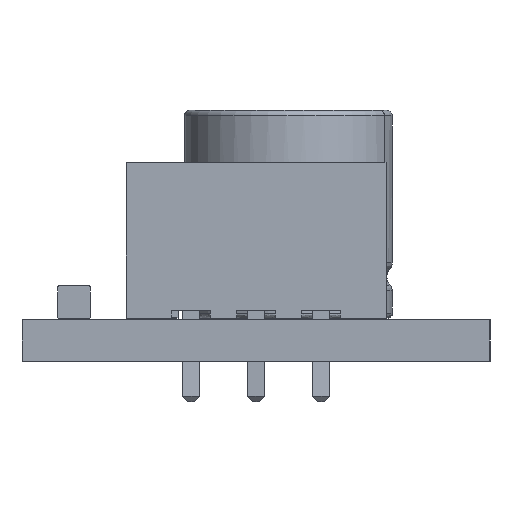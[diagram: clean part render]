
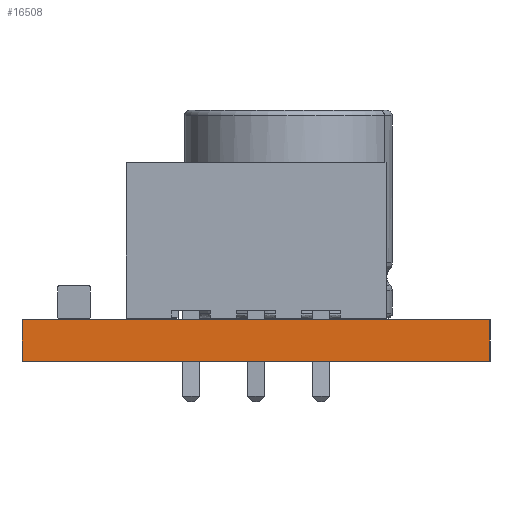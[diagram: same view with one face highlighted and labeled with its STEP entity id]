
A CAD part, left-side view. The second image highlights one B-rep face of the part: STEP entity #16508.
In plain terms, the highlighted planar face has unit normal (-1, 0, 0).
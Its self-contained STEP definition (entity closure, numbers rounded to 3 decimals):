
#16392 = EDGE_CURVE('',#16393,#16395,#16397,.T.);
#16393 = VERTEX_POINT('',#16394);
#16394 = CARTESIAN_POINT('',(39.,-27.,0.));
#16395 = VERTEX_POINT('',#16396);
#16396 = CARTESIAN_POINT('',(39.,-27.,1.6));
#16397 = SURFACE_CURVE('',#16398,(#16402,#16414),.PCURVE_S1.);
#16398 = LINE('',#16399,#16400);
#16399 = CARTESIAN_POINT('',(39.,-27.,0.));
#16400 = VECTOR('',#16401,1.);
#16401 = DIRECTION('',(0.,0.,1.));
#16402 = PCURVE('',#16403,#16408);
#16403 = PLANE('',#16404);
#16404 = AXIS2_PLACEMENT_3D('',#16405,#16406,#16407);
#16405 = CARTESIAN_POINT('',(39.,-27.,0.));
#16406 = DIRECTION('',(0.,1.,0.));
#16407 = DIRECTION('',(1.,0.,0.));
#16408 = DEFINITIONAL_REPRESENTATION('',(#16409),#16413);
#16409 = LINE('',#16410,#16411);
#16410 = CARTESIAN_POINT('',(0.,0.));
#16411 = VECTOR('',#16412,1.);
#16412 = DIRECTION('',(0.,-1.));
#16413 = ( GEOMETRIC_REPRESENTATION_CONTEXT(2) 
PARAMETRIC_REPRESENTATION_CONTEXT() REPRESENTATION_CONTEXT('2D SPACE',''
  ) );
#16414 = PCURVE('',#16415,#16420);
#16415 = PLANE('',#16416);
#16416 = AXIS2_PLACEMENT_3D('',#16417,#16418,#16419);
#16417 = CARTESIAN_POINT('',(39.,-45.,0.));
#16418 = DIRECTION('',(-1.,0.,0.));
#16419 = DIRECTION('',(0.,1.,0.));
#16420 = DEFINITIONAL_REPRESENTATION('',(#16421),#16425);
#16421 = LINE('',#16422,#16423);
#16422 = CARTESIAN_POINT('',(18.,0.));
#16423 = VECTOR('',#16424,1.);
#16424 = DIRECTION('',(0.,-1.));
#16425 = ( GEOMETRIC_REPRESENTATION_CONTEXT(2) 
PARAMETRIC_REPRESENTATION_CONTEXT() REPRESENTATION_CONTEXT('2D SPACE',''
  ) );
#16443 = PLANE('',#16444);
#16444 = AXIS2_PLACEMENT_3D('',#16445,#16446,#16447);
#16445 = CARTESIAN_POINT('',(55.,-36.,1.6));
#16446 = DIRECTION('',(-0.,-0.,-1.));
#16447 = DIRECTION('',(-1.,0.,0.));
#16497 = PLANE('',#16498);
#16498 = AXIS2_PLACEMENT_3D('',#16499,#16500,#16501);
#16499 = CARTESIAN_POINT('',(55.,-36.,0.));
#16500 = DIRECTION('',(-0.,-0.,-1.));
#16501 = DIRECTION('',(-1.,0.,0.));
#16508 = ADVANCED_FACE('',(#16509),#16415,.T.);
#16509 = FACE_BOUND('',#16510,.T.);
#16510 = EDGE_LOOP('',(#16511,#16541,#16562,#16563));
#16511 = ORIENTED_EDGE('',*,*,#16512,.T.);
#16512 = EDGE_CURVE('',#16513,#16515,#16517,.T.);
#16513 = VERTEX_POINT('',#16514);
#16514 = CARTESIAN_POINT('',(39.,-45.,0.));
#16515 = VERTEX_POINT('',#16516);
#16516 = CARTESIAN_POINT('',(39.,-45.,1.6));
#16517 = SURFACE_CURVE('',#16518,(#16522,#16529),.PCURVE_S1.);
#16518 = LINE('',#16519,#16520);
#16519 = CARTESIAN_POINT('',(39.,-45.,0.));
#16520 = VECTOR('',#16521,1.);
#16521 = DIRECTION('',(0.,0.,1.));
#16522 = PCURVE('',#16415,#16523);
#16523 = DEFINITIONAL_REPRESENTATION('',(#16524),#16528);
#16524 = LINE('',#16525,#16526);
#16525 = CARTESIAN_POINT('',(0.,0.));
#16526 = VECTOR('',#16527,1.);
#16527 = DIRECTION('',(0.,-1.));
#16528 = ( GEOMETRIC_REPRESENTATION_CONTEXT(2) 
PARAMETRIC_REPRESENTATION_CONTEXT() REPRESENTATION_CONTEXT('2D SPACE',''
  ) );
#16529 = PCURVE('',#16530,#16535);
#16530 = PLANE('',#16531);
#16531 = AXIS2_PLACEMENT_3D('',#16532,#16533,#16534);
#16532 = CARTESIAN_POINT('',(71.,-45.,0.));
#16533 = DIRECTION('',(0.,-1.,0.));
#16534 = DIRECTION('',(-1.,0.,0.));
#16535 = DEFINITIONAL_REPRESENTATION('',(#16536),#16540);
#16536 = LINE('',#16537,#16538);
#16537 = CARTESIAN_POINT('',(32.,0.));
#16538 = VECTOR('',#16539,1.);
#16539 = DIRECTION('',(0.,-1.));
#16540 = ( GEOMETRIC_REPRESENTATION_CONTEXT(2) 
PARAMETRIC_REPRESENTATION_CONTEXT() REPRESENTATION_CONTEXT('2D SPACE',''
  ) );
#16541 = ORIENTED_EDGE('',*,*,#16542,.T.);
#16542 = EDGE_CURVE('',#16515,#16395,#16543,.T.);
#16543 = SURFACE_CURVE('',#16544,(#16548,#16555),.PCURVE_S1.);
#16544 = LINE('',#16545,#16546);
#16545 = CARTESIAN_POINT('',(39.,-45.,1.6));
#16546 = VECTOR('',#16547,1.);
#16547 = DIRECTION('',(0.,1.,0.));
#16548 = PCURVE('',#16415,#16549);
#16549 = DEFINITIONAL_REPRESENTATION('',(#16550),#16554);
#16550 = LINE('',#16551,#16552);
#16551 = CARTESIAN_POINT('',(0.,-1.6));
#16552 = VECTOR('',#16553,1.);
#16553 = DIRECTION('',(1.,0.));
#16554 = ( GEOMETRIC_REPRESENTATION_CONTEXT(2) 
PARAMETRIC_REPRESENTATION_CONTEXT() REPRESENTATION_CONTEXT('2D SPACE',''
  ) );
#16555 = PCURVE('',#16443,#16556);
#16556 = DEFINITIONAL_REPRESENTATION('',(#16557),#16561);
#16557 = LINE('',#16558,#16559);
#16558 = CARTESIAN_POINT('',(16.,-9.));
#16559 = VECTOR('',#16560,1.);
#16560 = DIRECTION('',(0.,1.));
#16561 = ( GEOMETRIC_REPRESENTATION_CONTEXT(2) 
PARAMETRIC_REPRESENTATION_CONTEXT() REPRESENTATION_CONTEXT('2D SPACE',''
  ) );
#16562 = ORIENTED_EDGE('',*,*,#16392,.F.);
#16563 = ORIENTED_EDGE('',*,*,#16564,.F.);
#16564 = EDGE_CURVE('',#16513,#16393,#16565,.T.);
#16565 = SURFACE_CURVE('',#16566,(#16570,#16577),.PCURVE_S1.);
#16566 = LINE('',#16567,#16568);
#16567 = CARTESIAN_POINT('',(39.,-45.,0.));
#16568 = VECTOR('',#16569,1.);
#16569 = DIRECTION('',(0.,1.,0.));
#16570 = PCURVE('',#16415,#16571);
#16571 = DEFINITIONAL_REPRESENTATION('',(#16572),#16576);
#16572 = LINE('',#16573,#16574);
#16573 = CARTESIAN_POINT('',(0.,0.));
#16574 = VECTOR('',#16575,1.);
#16575 = DIRECTION('',(1.,0.));
#16576 = ( GEOMETRIC_REPRESENTATION_CONTEXT(2) 
PARAMETRIC_REPRESENTATION_CONTEXT() REPRESENTATION_CONTEXT('2D SPACE',''
  ) );
#16577 = PCURVE('',#16497,#16578);
#16578 = DEFINITIONAL_REPRESENTATION('',(#16579),#16583);
#16579 = LINE('',#16580,#16581);
#16580 = CARTESIAN_POINT('',(16.,-9.));
#16581 = VECTOR('',#16582,1.);
#16582 = DIRECTION('',(0.,1.));
#16583 = ( GEOMETRIC_REPRESENTATION_CONTEXT(2) 
PARAMETRIC_REPRESENTATION_CONTEXT() REPRESENTATION_CONTEXT('2D SPACE',''
  ) );
